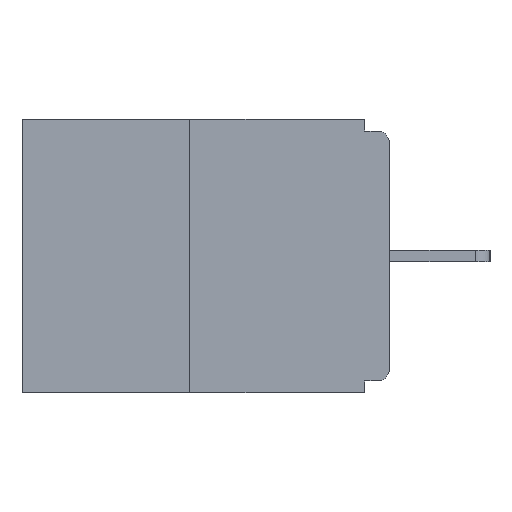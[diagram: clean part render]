
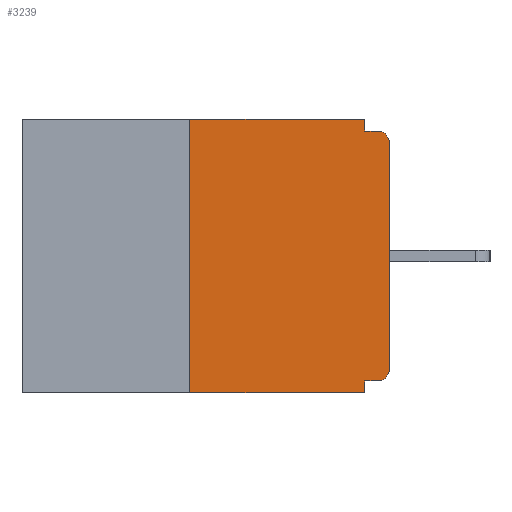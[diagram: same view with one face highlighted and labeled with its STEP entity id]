
A CAD part, left-side view. The second image highlights one B-rep face of the part: STEP entity #3239.
In plain terms, the highlighted planar face has unit normal (-1, 0, 0).
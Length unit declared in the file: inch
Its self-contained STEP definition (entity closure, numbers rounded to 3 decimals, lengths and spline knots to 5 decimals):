
#103 = CIRCLE ( 'NONE', #8860, 0.015 ) ;
#782 = DIRECTION ( 'NONE',  ( 0., 1., 0. ) ) ;
#1869 = CARTESIAN_POINT ( 'NONE',  ( 0., 0.46, 0. ) ) ;
#2267 = CARTESIAN_POINT ( 'NONE',  ( 0., 0.46, 0. ) ) ;
#2286 = EDGE_CURVE ( 'NONE', #4905, #13568, #103, .T. ) ;
#2538 = ORIENTED_EDGE ( 'NONE', *, *, #6351, .F. ) ;
#2566 = DIRECTION ( 'NONE',  ( 0., 0., -1. ) ) ;
#2611 = CARTESIAN_POINT ( 'NONE',  ( 0., 0.25, -0.343 ) ) ;
#2920 = LINE ( 'NONE', #5029, #6023 ) ;
#3095 = ORIENTED_EDGE ( 'NONE', *, *, #3707, .F. ) ;
#3128 = DIRECTION ( 'NONE',  ( 0., 0., 1. ) ) ;
#3239 = ADVANCED_FACE ( 'NONE', ( #5040 ), #7169, .F. ) ;
#3347 = CARTESIAN_POINT ( 'NONE',  ( 0., 0.015, -0.313 ) ) ;
#3707 = EDGE_CURVE ( 'NONE', #4905, #8492, #7083, .T. ) ;
#3991 = ORIENTED_EDGE ( 'NONE', *, *, #7685, .F. ) ;
#4177 = VERTEX_POINT ( 'NONE', #4799 ) ;
#4336 = EDGE_CURVE ( 'NONE', #10340, #11584, #12120, .T. ) ;
#4569 = CARTESIAN_POINT ( 'NONE',  ( 0., 0.031, 0. ) ) ;
#4584 = CARTESIAN_POINT ( 'NONE',  ( 0., 0.031, -0.343 ) ) ;
#4639 = CARTESIAN_POINT ( 'NONE',  ( 0., 0.25, 0. ) ) ;
#4799 = CARTESIAN_POINT ( 'NONE',  ( 0., 0.031, -0.015 ) ) ;
#4905 = VERTEX_POINT ( 'NONE', #12108 ) ;
#5029 = CARTESIAN_POINT ( 'NONE',  ( 0., 0., -0.015 ) ) ;
#5040 = FACE_OUTER_BOUND ( 'NONE', #10694, .T. ) ;
#5104 = VECTOR ( 'NONE', #6936, 39.37008 ) ;
#5189 = ORIENTED_EDGE ( 'NONE', *, *, #12741, .T. ) ;
#5531 = DIRECTION ( 'NONE',  ( 0., -1., 0. ) ) ;
#5585 = ORIENTED_EDGE ( 'NONE', *, *, #4336, .F. ) ;
#5896 = DIRECTION ( 'NONE',  ( 0., 0., -1. ) ) ;
#5909 = ORIENTED_EDGE ( 'NONE', *, *, #12578, .F. ) ;
#5970 = EDGE_CURVE ( 'NONE', #12928, #12816, #6697, .T. ) ;
#6023 = VECTOR ( 'NONE', #11587, 39.37008 ) ;
#6311 = CARTESIAN_POINT ( 'NONE',  ( 0., 0., 0. ) ) ;
#6351 = EDGE_CURVE ( 'NONE', #4177, #12816, #2920, .T. ) ;
#6456 = CARTESIAN_POINT ( 'NONE',  ( 0., 0.015, -0.015 ) ) ;
#6524 = ORIENTED_EDGE ( 'NONE', *, *, #9537, .F. ) ;
#6525 = LINE ( 'NONE', #6311, #7264 ) ;
#6697 = CIRCLE ( 'NONE', #9344, 0.015 ) ;
#6936 = DIRECTION ( 'NONE',  ( 0., -1., 0. ) ) ;
#7083 = LINE ( 'NONE', #7225, #7419 ) ;
#7169 = PLANE ( 'NONE',  #9242 ) ;
#7194 = CARTESIAN_POINT ( 'NONE',  ( 0., 0.031, -0.328 ) ) ;
#7225 = CARTESIAN_POINT ( 'NONE',  ( 0., 0., -0.328 ) ) ;
#7241 = DIRECTION ( 'NONE',  ( 0., 0., -1. ) ) ;
#7264 = VECTOR ( 'NONE', #3128, 39.37008 ) ;
#7419 = VECTOR ( 'NONE', #782, 39.37008 ) ;
#7685 = EDGE_CURVE ( 'NONE', #13088, #10340, #10403, .T. ) ;
#7880 = EDGE_CURVE ( 'NONE', #13088, #8669, #8113, .T. ) ;
#8079 = DIRECTION ( 'NONE',  ( 1., 0., 0. ) ) ;
#8113 = LINE ( 'NONE', #13343, #5104 ) ;
#8492 = VERTEX_POINT ( 'NONE', #7194 ) ;
#8546 = CARTESIAN_POINT ( 'NONE',  ( 0., 0.25, 0. ) ) ;
#8669 = VERTEX_POINT ( 'NONE', #8905 ) ;
#8860 = AXIS2_PLACEMENT_3D ( 'NONE', #3347, #12150, #2566 ) ;
#8872 = DIRECTION ( 'NONE',  ( 0., 0., -1. ) ) ;
#8905 = CARTESIAN_POINT ( 'NONE',  ( 0., 0.031, -0.343 ) ) ;
#9242 = AXIS2_PLACEMENT_3D ( 'NONE', #1869, #8079, #7241 ) ;
#9344 = AXIS2_PLACEMENT_3D ( 'NONE', #12523, #12756, #12681 ) ;
#9537 = EDGE_CURVE ( 'NONE', #8492, #8669, #13076, .T. ) ;
#10018 = CARTESIAN_POINT ( 'NONE',  ( 0., 0., -0.313 ) ) ;
#10182 = CARTESIAN_POINT ( 'NONE',  ( 0., 0.031, 0. ) ) ;
#10322 = LINE ( 'NONE', #10182, #11029 ) ;
#10340 = VERTEX_POINT ( 'NONE', #4639 ) ;
#10403 = LINE ( 'NONE', #8546, #12471 ) ;
#10694 = EDGE_LOOP ( 'NONE', ( #5585, #3991, #12302, #6524, #3095, #11819, #5189, #13351, #2538, #5909 ) ) ;
#11018 = VECTOR ( 'NONE', #5531, 39.37008 ) ;
#11029 = VECTOR ( 'NONE', #5896, 39.37008 ) ;
#11584 = VERTEX_POINT ( 'NONE', #4569 ) ;
#11587 = DIRECTION ( 'NONE',  ( 0., -1., 0. ) ) ;
#11819 = ORIENTED_EDGE ( 'NONE', *, *, #2286, .T. ) ;
#12061 = VECTOR ( 'NONE', #8872, 39.37008 ) ;
#12108 = CARTESIAN_POINT ( 'NONE',  ( 0., 0.015, -0.328 ) ) ;
#12120 = LINE ( 'NONE', #2267, #11018 ) ;
#12133 = CARTESIAN_POINT ( 'NONE',  ( 0., 0., -0.03 ) ) ;
#12150 = DIRECTION ( 'NONE',  ( -1., 0., 0. ) ) ;
#12302 = ORIENTED_EDGE ( 'NONE', *, *, #7880, .T. ) ;
#12471 = VECTOR ( 'NONE', #12510, 39.37008 ) ;
#12510 = DIRECTION ( 'NONE',  ( 0., 0., 1. ) ) ;
#12523 = CARTESIAN_POINT ( 'NONE',  ( 0., 0.015, -0.03 ) ) ;
#12578 = EDGE_CURVE ( 'NONE', #11584, #4177, #10322, .T. ) ;
#12681 = DIRECTION ( 'NONE',  ( 0., 0., -1. ) ) ;
#12741 = EDGE_CURVE ( 'NONE', #13568, #12928, #6525, .T. ) ;
#12756 = DIRECTION ( 'NONE',  ( -1., 0., 0. ) ) ;
#12816 = VERTEX_POINT ( 'NONE', #6456 ) ;
#12928 = VERTEX_POINT ( 'NONE', #12133 ) ;
#13076 = LINE ( 'NONE', #4584, #12061 ) ;
#13088 = VERTEX_POINT ( 'NONE', #2611 ) ;
#13343 = CARTESIAN_POINT ( 'NONE',  ( 0., 0.46, -0.343 ) ) ;
#13351 = ORIENTED_EDGE ( 'NONE', *, *, #5970, .T. ) ;
#13568 = VERTEX_POINT ( 'NONE', #10018 ) ;
